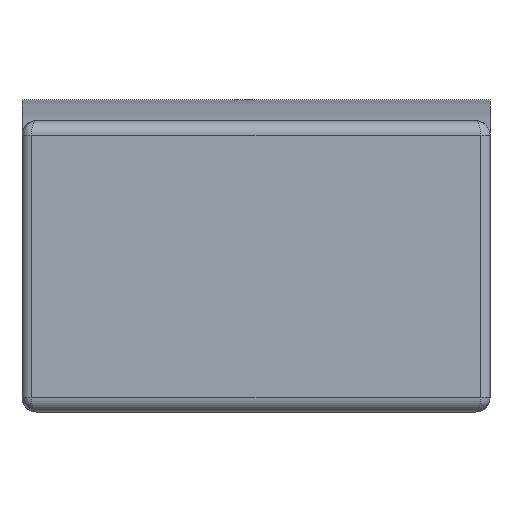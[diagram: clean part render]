
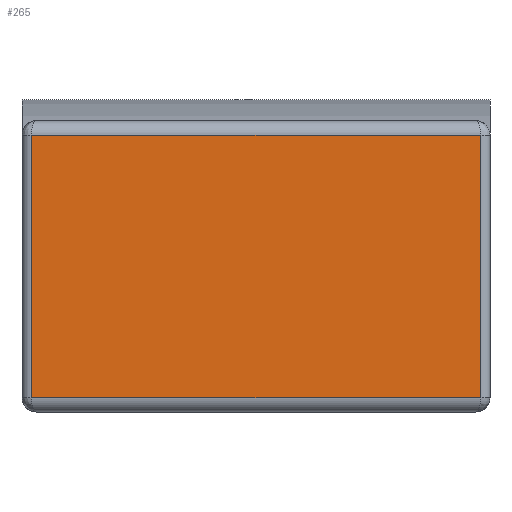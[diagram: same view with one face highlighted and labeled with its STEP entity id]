
A CAD part, front view. The second image highlights one B-rep face of the part: STEP entity #265.
In plain terms, the highlighted planar face has unit normal (0, -1, 0).
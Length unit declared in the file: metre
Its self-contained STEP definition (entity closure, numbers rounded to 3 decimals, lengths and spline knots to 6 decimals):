
#265=ADVANCED_FACE('0:397',(#466),#467,.T.);
#466=FACE_OUTER_BOUND('',#880,.T.);
#467=PLANE('',#881);
#880=EDGE_LOOP('',(#1225,#1226,#1227,#1228));
#881=AXIS2_PLACEMENT_3D('',#1229,#1230,#1231);
#1225=ORIENTED_EDGE('',*,*,#1436,.T.);
#1226=ORIENTED_EDGE('',*,*,#1420,.T.);
#1227=ORIENTED_EDGE('',*,*,#1437,.T.);
#1228=ORIENTED_EDGE('',*,*,#1402,.T.);
#1229=CARTESIAN_POINT('',(0.0,-0.0005,-0.000015));
#1230=DIRECTION('',(0.0,-1.0,0.0));
#1231=DIRECTION('',(0.0,0.0,-1.0));
#1402=EDGE_CURVE('0:439',#1595,#1588,#1599,.T.);
#1420=EDGE_CURVE('0:478',#1618,#1625,#1627,.T.);
#1436=EDGE_CURVE('0:511',#1588,#1618,#1648,.F.);
#1437=EDGE_CURVE('0:514',#1625,#1595,#1649,.T.);
#1588=VERTEX_POINT('',#1870);
#1595=VERTEX_POINT('',#1877);
#1599=LINE('',#1882,#1883);
#1618=VERTEX_POINT('',#1930);
#1625=VERTEX_POINT('',#1937);
#1627=LINE('',#1939,#1940);
#1648=LINE('',#1967,#1968);
#1649=LINE('',#1969,#1970);
#1870=CARTESIAN_POINT('',(-0.000235,-0.0005,0.000275));
#1877=CARTESIAN_POINT('',(0.000235,-0.0005,0.000275));
#1882=CARTESIAN_POINT('',(0.0,-0.0005,0.000275));
#1883=VECTOR('',#2103,1.0);
#1930=CARTESIAN_POINT('',(-0.000235,-0.0005,0.));
#1937=CARTESIAN_POINT('',(0.000235,-0.0005,0.));
#1939=CARTESIAN_POINT('',(0.0,-0.0005,0.));
#1940=VECTOR('',#2126,1.0);
#1967=CARTESIAN_POINT('',(-0.000235,-0.0005,-0.000015));
#1968=VECTOR('',#2145,1.0);
#1969=CARTESIAN_POINT('',(0.000235,-0.0005,-0.000015));
#1970=VECTOR('',#2146,1.0);
#2103=DIRECTION('',(-1.0,0.0,0.0));
#2126=DIRECTION('',(1.0,0.0,0.0));
#2145=DIRECTION('',(0.0,0.0,1.0));
#2146=DIRECTION('',(0.0,0.0,1.0));
